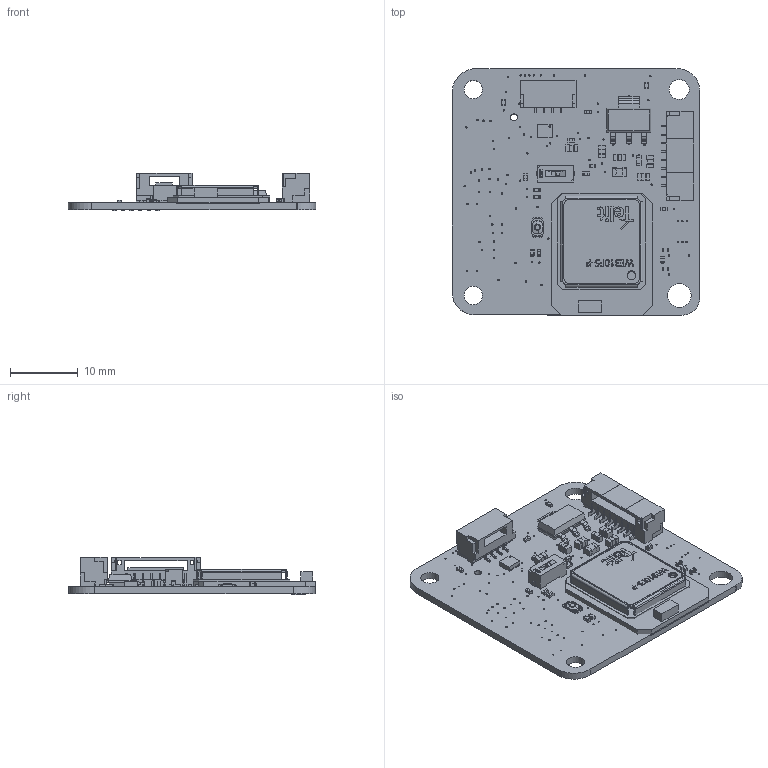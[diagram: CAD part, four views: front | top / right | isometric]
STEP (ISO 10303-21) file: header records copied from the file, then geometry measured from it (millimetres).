
FILE_DESCRIPTION(/* description */ (''),/* implementation_level */ '2;1');
FILE_NAME(/* name */ 'M0136-4_A .step',/* time_stamp */ '2023-02-26T14:24:28-08:00',/* author */ (''),/* organization */ (''),/* preprocessor_version */ 'ST-DEVELOPER v19.2',/* originating_system */ 'Autodesk Translation Framework v11.17.0.187',/* authorisation */ '');
FILE_SCHEMA (('AUTOMOTIVE_DESIGN { 1 0 10303 214 3 1 1 }'));
Products named in the file (35): M0136-4_A; Board; Packages; BEADC1608X95N; CHS-01TA; _CHS-01-J-body; _CHS-slider; FIL_EMI2121MTTAG; SW_EVP-AWBD2A (1); CAPC1005X55N; CAPC1005X55N (1); CAPC2012X145N; CAPC2012X145N (1); SOT230P700X180-4N; JST_SM04B-GHS-TB(LF)(SN)-; JST_SM08B-GHS-TB(LF)(SN); XCVR_WE310F5P390T001000; CAPC1005X60N; CAPC1608X92N; CAPC1608X92N (1); CAPC1608X92N (2); RESC1005X40AN; RESC1005X40AN (1); RESC1005X40AN (2); RESC1005X40AN (7); RESC1005X40AN (8); RESC1005X40AN (9); RESC1005X40AN (10); RESC1005X40AN (11); RESC1005X40AN (12); INDC1005X60N; CAPC1608X100N; CAPC1005X60N (1); 2X0.5MM; WE310F5I390R001000
Assembly tree (40 placements, depth 4):
  M0136-4_A
    Board
    Packages
      BEADC1608X95N
      CHS-01TA
        _CHS-01-J-body
        _CHS-slider
      FIL_EMI2121MTTAG
      SW_EVP-AWBD2A (1)
      CAPC1005X55N
      CAPC1005X55N (1)
      CAPC2012X145N
      CAPC2012X145N (1)
      SOT230P700X180-4N
      JST_SM04B-GHS-TB(LF)(SN)-
      JST_SM08B-GHS-TB(LF)(SN)
      XCVR_WE310F5P390T001000
      CAPC1005X60N
      CAPC1608X92N
      CAPC1608X92N (1)
      CAPC1608X92N (2)
      RESC1005X40AN
      RESC1005X40AN (1)
      RESC1005X40AN (2)
      RESC1005X40AN (7)
      RESC1005X40AN (8)
      RESC1005X40AN (9)
      RESC1005X40AN (10)
      RESC1005X40AN (11)
      RESC1005X40AN (12)
      INDC1005X60N
      CAPC1608X100N
      CAPC1005X60N (1)  x2
      2X0.5MM  x6
    WE310F5I390R001000
Bounding box: 36.7 x 36.54 x 5.53 mm (x, y, z)
Volume: 2243.3 mm3; surface area: 6958.3 mm2
Topology: 354 solids, 354 shells, 4779 faces, 11419 edges, 7470 vertices
Faces by surface type: plane 4016, cylinder 540, bspline 154, sphere 68, cone 1
Full cylindrical faces by diameter (mm): 0.203 x163, 0.246 x1, 0.451 x4, 1 x6, 1.3 x4, 2.7 x2, 2.95 x1, 3.5 x1
Entity records: 145548 total; most frequent: CARTESIAN_POINT 32613, ORIENTED_EDGE 22446, DIRECTION 21243, EDGE_CURVE 11223, LINE 9853, VECTOR 9853, VERTEX_POINT 7390, AXIS2_PLACEMENT_3D 5695
